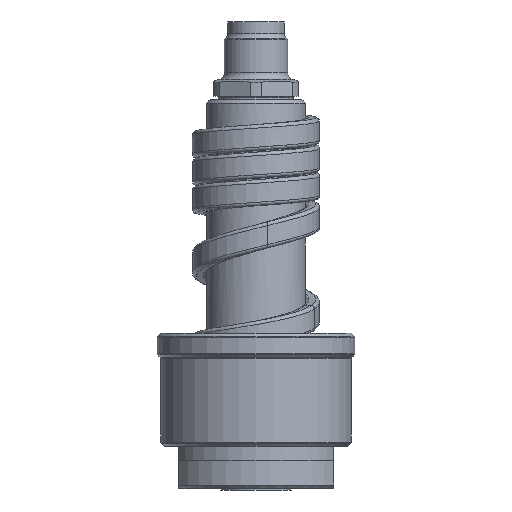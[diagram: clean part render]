
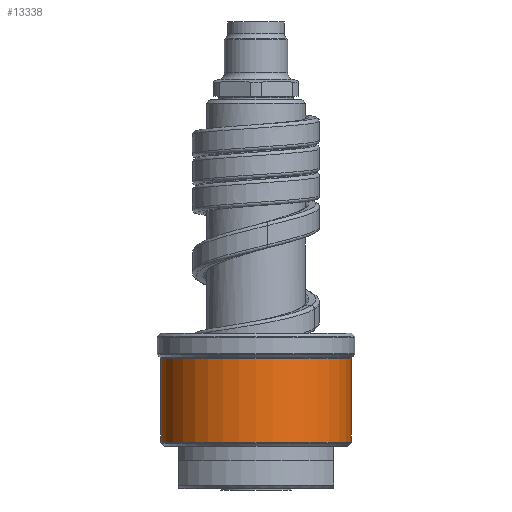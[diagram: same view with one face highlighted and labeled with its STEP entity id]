
A CAD part, front view. The second image highlights one B-rep face of the part: STEP entity #13338.
In plain terms, the highlighted cylindrical face has radius 13.5 mm (diameter 27 mm), a partial arc.
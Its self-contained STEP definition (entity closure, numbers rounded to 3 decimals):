
#4558=CARTESIAN_POINT('',(0.,0.,6.582));
#4559=DIRECTION('',(0.,0.,1.));
#4560=DIRECTION('',(-1.,0.,0.));
#4561=AXIS2_PLACEMENT_3D('',#4558,#4559,#4560);
#4563=DIRECTION('',(0.,0.,-1.));
#4564=VECTOR('',#4563,11.835);
#4565=CARTESIAN_POINT('',(-13.5,0.,18.417));
#4566=LINE('',#4565,#4564);
#4567=CARTESIAN_POINT('',(0.,0.,18.417));
#4568=DIRECTION('',(0.,0.,1.));
#4569=DIRECTION('',(-1.,0.,0.));
#4570=AXIS2_PLACEMENT_3D('',#4567,#4568,#4569);
#4572=DIRECTION('',(0.,0.,-1.));
#4573=VECTOR('',#4572,11.835);
#4574=CARTESIAN_POINT('',(13.5,0.,18.417));
#4575=LINE('',#4574,#4573);
#6044=CARTESIAN_POINT('',(13.5,0.,18.417));
#6045=CARTESIAN_POINT('',(-13.5,0.,18.417));
#6046=VERTEX_POINT('',#6044);
#6047=VERTEX_POINT('',#6045);
#6070=CARTESIAN_POINT('',(13.5,0.,6.582));
#6071=VERTEX_POINT('',#6070);
#6072=CARTESIAN_POINT('',(-13.5,0.,6.582));
#6073=VERTEX_POINT('',#6072);
#13326=CARTESIAN_POINT('',(0.,0.,5.2));
#13327=DIRECTION('',(0.,0.,1.));
#13328=DIRECTION('',(-1.,0.,0.));
#13329=AXIS2_PLACEMENT_3D('',#13326,#13327,#13328);
#13330=CYLINDRICAL_SURFACE('',#13329,13.5);
#13331=ORIENTED_EDGE('',*,*,#8294,.F.);
#13332=ORIENTED_EDGE('',*,*,#13317,.F.);
#13334=ORIENTED_EDGE('',*,*,#13333,.T.);
#13335=ORIENTED_EDGE('',*,*,#13313,.T.);
#13336=EDGE_LOOP('',(#13331,#13332,#13334,#13335));
#13337=FACE_OUTER_BOUND('',#13336,.F.);
#4562=CIRCLE('',#4561,13.5);
#4571=CIRCLE('',#4570,13.5);
#8294=EDGE_CURVE('',#6073,#6071,#4562,.T.);
#13313=EDGE_CURVE('',#6046,#6071,#4575,.T.);
#13317=EDGE_CURVE('',#6047,#6073,#4566,.T.);
#13333=EDGE_CURVE('',#6047,#6046,#4571,.T.);
#13338=ADVANCED_FACE('',(#13337),#13330,.T.);
